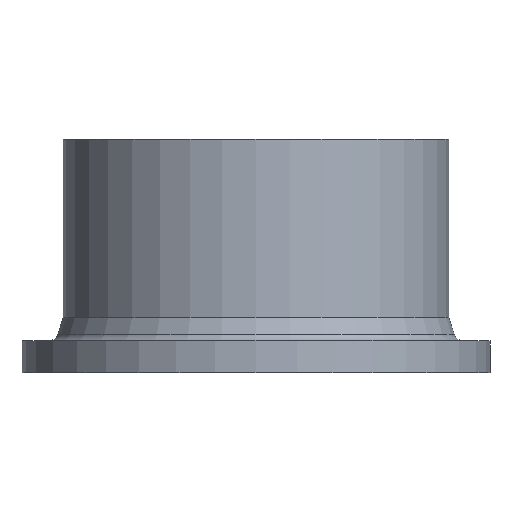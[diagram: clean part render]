
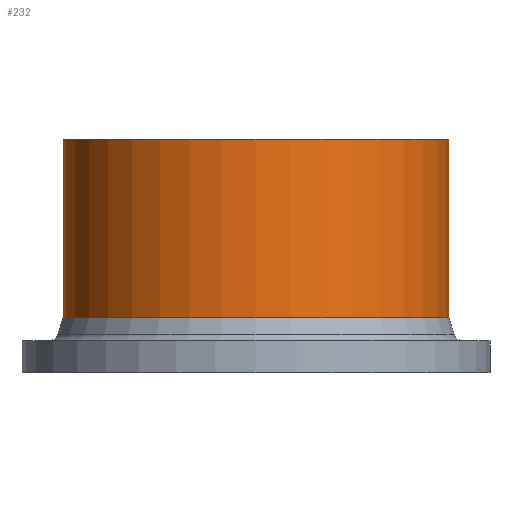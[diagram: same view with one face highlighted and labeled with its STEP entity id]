
A CAD part, front view. The second image highlights one B-rep face of the part: STEP entity #232.
In plain terms, the highlighted cylindrical face has radius 200 mm (diameter 400 mm), a partial arc.
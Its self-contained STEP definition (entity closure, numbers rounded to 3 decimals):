
#3 = EDGE_CURVE ( 'NONE', #9, #394, #243, .T. ) ;
#4 = CARTESIAN_POINT ( 'NONE',  ( -200., 0., 57. ) ) ;
#9 = VERTEX_POINT ( 'NONE', #165 ) ;
#21 = DIRECTION ( 'NONE',  ( -1., 0., 0. ) ) ;
#23 = EDGE_LOOP ( 'NONE', ( #377, #84, #127, #462 ) ) ;
#72 = DIRECTION ( 'NONE',  ( -1., 0., 0. ) ) ;
#84 = ORIENTED_EDGE ( 'NONE', *, *, #3, .T. ) ;
#86 = VECTOR ( 'NONE', #444, 1000. ) ;
#108 = DIRECTION ( 'NONE',  ( 0., 0., -1. ) ) ;
#119 = LINE ( 'NONE', #264, #366 ) ;
#127 = ORIENTED_EDGE ( 'NONE', *, *, #326, .T. ) ;
#138 = EDGE_CURVE ( 'NONE', #427, #298, #336, .T. ) ;
#141 = CYLINDRICAL_SURFACE ( 'NONE', #386, 200. ) ;
#162 = CARTESIAN_POINT ( 'NONE',  ( -200., 0., 242. ) ) ;
#165 = CARTESIAN_POINT ( 'NONE',  ( 200., 0., 242. ) ) ;
#217 = AXIS2_PLACEMENT_3D ( 'NONE', #325, #431, #474 ) ;
#232 = ADVANCED_FACE ( 'NONE', ( #283 ), #141, .T. ) ;
#237 = EDGE_CURVE ( 'NONE', #9, #427, #119, .T. ) ;
#243 = CIRCLE ( 'NONE', #255, 200. ) ;
#255 = AXIS2_PLACEMENT_3D ( 'NONE', #306, #459, #21 ) ;
#262 = DIRECTION ( 'NONE',  ( 0., 0., -1. ) ) ;
#264 = CARTESIAN_POINT ( 'NONE',  ( 200., 0., 0. ) ) ;
#283 = FACE_OUTER_BOUND ( 'NONE', #23, .T. ) ;
#290 = CARTESIAN_POINT ( 'NONE',  ( -200., 0., 0. ) ) ;
#297 = CARTESIAN_POINT ( 'NONE',  ( 0., 0., 0. ) ) ;
#298 = VERTEX_POINT ( 'NONE', #4 ) ;
#306 = CARTESIAN_POINT ( 'NONE',  ( 0., 0., 242. ) ) ;
#325 = CARTESIAN_POINT ( 'NONE',  ( 0., 0., 57. ) ) ;
#326 = EDGE_CURVE ( 'NONE', #394, #298, #327, .T. ) ;
#327 = LINE ( 'NONE', #290, #86 ) ;
#336 = CIRCLE ( 'NONE', #217, 200. ) ;
#366 = VECTOR ( 'NONE', #262, 1000. ) ;
#377 = ORIENTED_EDGE ( 'NONE', *, *, #237, .F. ) ;
#386 = AXIS2_PLACEMENT_3D ( 'NONE', #297, #108, #72 ) ;
#394 = VERTEX_POINT ( 'NONE', #162 ) ;
#424 = CARTESIAN_POINT ( 'NONE',  ( 200., 0., 57. ) ) ;
#427 = VERTEX_POINT ( 'NONE', #424 ) ;
#431 = DIRECTION ( 'NONE',  ( 0., 0., -1. ) ) ;
#444 = DIRECTION ( 'NONE',  ( 0., 0., -1. ) ) ;
#459 = DIRECTION ( 'NONE',  ( 0., 0., -1. ) ) ;
#462 = ORIENTED_EDGE ( 'NONE', *, *, #138, .F. ) ;
#474 = DIRECTION ( 'NONE',  ( -1., 0., 0. ) ) ;
